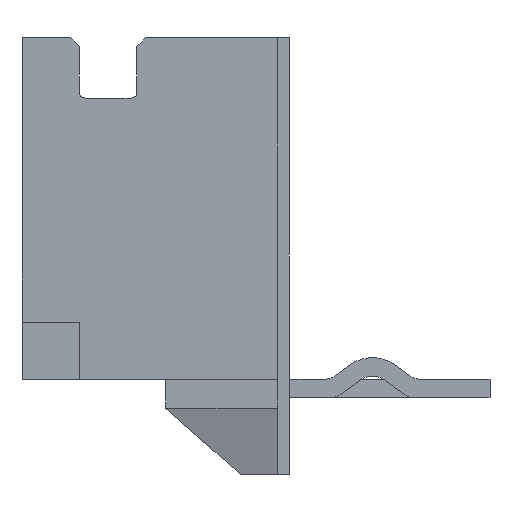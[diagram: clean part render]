
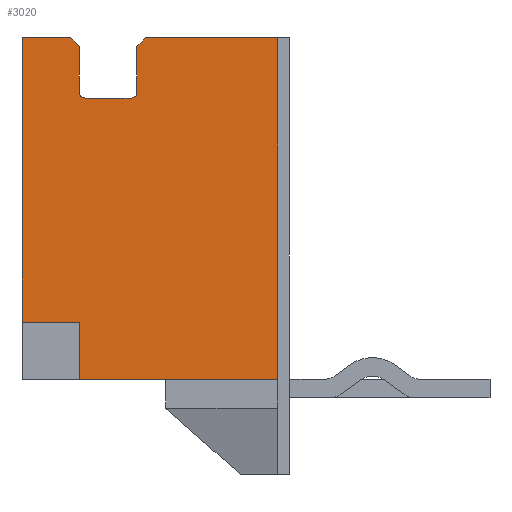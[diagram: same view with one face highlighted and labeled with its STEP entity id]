
A CAD part, left-side view. The second image highlights one B-rep face of the part: STEP entity #3020.
In plain terms, the highlighted planar face has unit normal (-1, 0, 0).
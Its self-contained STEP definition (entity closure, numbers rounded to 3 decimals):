
#120=DIRECTION('',(0.,-1.,0.));
#121=VECTOR('',#120,3.45);
#122=CARTESIAN_POINT('',(-4.,1.325,-2.15));
#123=LINE('',#122,#121);
#188=DIRECTION('',(0.,0.,1.));
#189=VECTOR('',#188,1.);
#190=CARTESIAN_POINT('',(-4.,1.325,-2.15));
#191=LINE('',#190,#189);
#192=DIRECTION('',(0.,-1.,0.));
#193=VECTOR('',#192,1.);
#194=CARTESIAN_POINT('',(-4.,2.325,-1.15));
#195=LINE('',#194,#193);
#196=DIRECTION('',(0.,0.,1.));
#197=VECTOR('',#196,4.95);
#198=CARTESIAN_POINT('',(-4.,2.325,-1.15));
#199=LINE('',#198,#197);
#200=DIRECTION('',(0.,0.,-1.));
#201=VECTOR('',#200,0.8);
#202=CARTESIAN_POINT('',(-4.,1.325,3.65));
#203=LINE('',#202,#201);
#204=CARTESIAN_POINT('',(-4.,1.225,2.85));
#205=DIRECTION('',(1.,0.,0.));
#206=DIRECTION('',(0.,0.,-1.));
#207=AXIS2_PLACEMENT_3D('',#204,#205,#206);
#209=DIRECTION('',(0.,1.,0.));
#210=VECTOR('',#209,0.8);
#211=CARTESIAN_POINT('',(-4.,0.425,2.75));
#212=LINE('',#211,#210);
#213=CARTESIAN_POINT('',(-4.,0.425,2.85));
#214=DIRECTION('',(1.,0.,0.));
#215=DIRECTION('',(0.,-1.,0.));
#216=AXIS2_PLACEMENT_3D('',#213,#214,#215);
#218=DIRECTION('',(0.,0.,-1.));
#219=VECTOR('',#218,0.8);
#220=CARTESIAN_POINT('',(-4.,0.325,3.65));
#221=LINE('',#220,#219);
#222=DIRECTION('',(0.,0.,1.));
#223=VECTOR('',#222,5.95);
#224=CARTESIAN_POINT('',(-4.,-2.125,-2.15));
#225=LINE('',#224,#223);
#304=DIRECTION('',(0.,0.707,-0.707));
#305=VECTOR('',#304,0.212);
#306=CARTESIAN_POINT('',(-4.,0.175,3.8));
#307=LINE('',#306,#305);
#312=DIRECTION('',(0.,-1.,0.));
#313=VECTOR('',#312,0.85);
#314=CARTESIAN_POINT('',(-4.,2.325,3.8));
#315=LINE('',#314,#313);
#332=DIRECTION('',(0.,-1.,0.));
#333=VECTOR('',#332,2.3);
#334=CARTESIAN_POINT('',(-4.,0.175,3.8));
#335=LINE('',#334,#333);
#404=DIRECTION('',(0.,-0.707,-0.707));
#405=VECTOR('',#404,0.212);
#406=CARTESIAN_POINT('',(-4.,1.475,3.8));
#407=LINE('',#406,#405);
#2152=CARTESIAN_POINT('',(-4.,2.325,3.8));
#2154=VERTEX_POINT('',#2152);
#2159=CARTESIAN_POINT('',(-4.,0.325,2.85));
#2160=CARTESIAN_POINT('',(-4.,0.425,2.75));
#2161=VERTEX_POINT('',#2159);
#2162=VERTEX_POINT('',#2160);
#2163=CARTESIAN_POINT('',(-4.,1.225,2.75));
#2164=VERTEX_POINT('',#2163);
#2165=CARTESIAN_POINT('',(-4.,1.325,2.85));
#2166=VERTEX_POINT('',#2165);
#2199=CARTESIAN_POINT('',(-4.,1.475,3.8));
#2200=VERTEX_POINT('',#2199);
#2201=CARTESIAN_POINT('',(-4.,1.325,3.65));
#2202=VERTEX_POINT('',#2201);
#2215=CARTESIAN_POINT('',(-4.,0.175,3.8));
#2217=VERTEX_POINT('',#2215);
#2219=CARTESIAN_POINT('',(-4.,0.325,3.65));
#2221=VERTEX_POINT('',#2219);
#2511=CARTESIAN_POINT('',(-4.,-2.125,3.8));
#2512=VERTEX_POINT('',#2511);
#2699=CARTESIAN_POINT('',(-4.,1.325,-2.15));
#2700=CARTESIAN_POINT('',(-4.,1.325,-1.15));
#2701=VERTEX_POINT('',#2699);
#2702=VERTEX_POINT('',#2700);
#2703=CARTESIAN_POINT('',(-4.,2.325,-1.15));
#2704=VERTEX_POINT('',#2703);
#2711=CARTESIAN_POINT('',(-4.,-2.125,-2.15));
#2712=VERTEX_POINT('',#2711);
#2987=CARTESIAN_POINT('',(-4.,2.325,-3.8));
#2988=DIRECTION('',(-1.,0.,0.));
#2989=DIRECTION('',(0.,-1.,0.));
#2990=AXIS2_PLACEMENT_3D('',#2987,#2988,#2989);
#2991=PLANE('',#2990);
#2992=ORIENTED_EDGE('',*,*,#2977,.T.);
#2994=ORIENTED_EDGE('',*,*,#2993,.F.);
#2996=ORIENTED_EDGE('',*,*,#2995,.T.);
#2998=ORIENTED_EDGE('',*,*,#2997,.T.);
#3000=ORIENTED_EDGE('',*,*,#2999,.T.);
#3002=ORIENTED_EDGE('',*,*,#3001,.T.);
#3004=ORIENTED_EDGE('',*,*,#3003,.F.);
#3006=ORIENTED_EDGE('',*,*,#3005,.F.);
#3008=ORIENTED_EDGE('',*,*,#3007,.F.);
#3010=ORIENTED_EDGE('',*,*,#3009,.F.);
#3012=ORIENTED_EDGE('',*,*,#3011,.F.);
#3014=ORIENTED_EDGE('',*,*,#3013,.T.);
#3016=ORIENTED_EDGE('',*,*,#3015,.F.);
#3017=ORIENTED_EDGE('',*,*,#2911,.F.);
#3018=EDGE_LOOP('',(#2992,#2994,#2996,#2998,#3000,#3002,#3004,#3006,#3008,#3010,
#3012,#3014,#3016,#3017));
#3019=FACE_OUTER_BOUND('',#3018,.F.);
#3020=ADVANCED_FACE('',(#3019),#2991,.T.);
#208=CIRCLE('',#207,0.1);
#217=CIRCLE('',#216,0.1);
#2911=EDGE_CURVE('',#2701,#2712,#123,.T.);
#2977=EDGE_CURVE('',#2701,#2702,#191,.T.);
#2993=EDGE_CURVE('',#2704,#2702,#195,.T.);
#2995=EDGE_CURVE('',#2704,#2154,#199,.T.);
#2997=EDGE_CURVE('',#2154,#2200,#315,.T.);
#2999=EDGE_CURVE('',#2200,#2202,#407,.T.);
#3001=EDGE_CURVE('',#2202,#2166,#203,.T.);
#3003=EDGE_CURVE('',#2164,#2166,#208,.T.);
#3005=EDGE_CURVE('',#2162,#2164,#212,.T.);
#3007=EDGE_CURVE('',#2161,#2162,#217,.T.);
#3009=EDGE_CURVE('',#2221,#2161,#221,.T.);
#3011=EDGE_CURVE('',#2217,#2221,#307,.T.);
#3013=EDGE_CURVE('',#2217,#2512,#335,.T.);
#3015=EDGE_CURVE('',#2712,#2512,#225,.T.);
